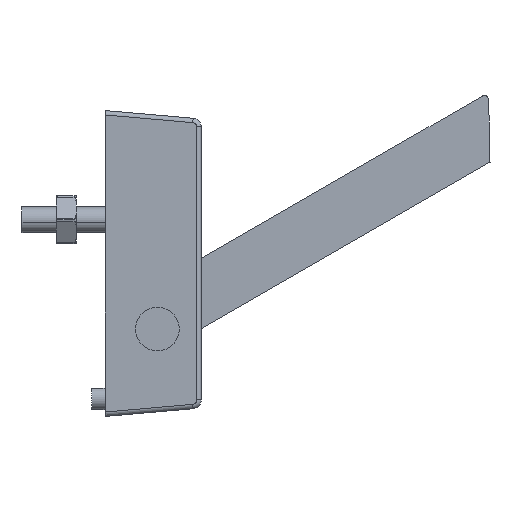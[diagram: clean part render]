
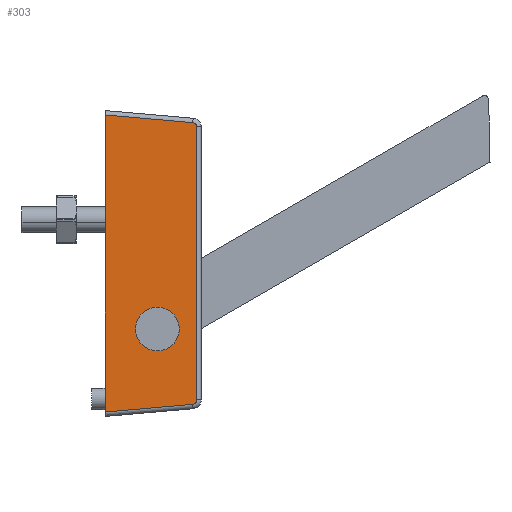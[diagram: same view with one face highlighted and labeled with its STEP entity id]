
A CAD part, left-side view. The second image highlights one B-rep face of the part: STEP entity #303.
In plain terms, the highlighted planar face has unit normal (-1, 0, 0).
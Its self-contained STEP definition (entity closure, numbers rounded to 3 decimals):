
#5 = VERTEX_POINT ( 'NONE', #1250 ) ;
#8 = EDGE_CURVE ( 'NONE', #5, #9, #1248, .T. ) ;
#9 = VERTEX_POINT ( 'NONE', #1381 ) ;
#63 = VERTEX_POINT ( 'NONE', #1462 ) ;
#80 = EDGE_CURVE ( 'NONE', #81, #63, #1642, .T. ) ;
#81 = VERTEX_POINT ( 'NONE', #1682 ) ;
#104 = EDGE_CURVE ( 'NONE', #63, #81, #1524, .T. ) ;
#303 = ADVANCED_FACE ( 'NONE', ( #1942, #1941 ), #1940, .F. ) ;
#304 = EDGE_LOOP ( 'NONE', ( #305, #306 ) ) ;
#305 = ORIENTED_EDGE ( 'NONE', *, *, #104, .T. ) ;
#306 = ORIENTED_EDGE ( 'NONE', *, *, #80, .T. ) ;
#307 = EDGE_LOOP ( 'NONE', ( #308, #432, #434, #435, #464, #467 ) ) ;
#308 = ORIENTED_EDGE ( 'NONE', *, *, #309, .T. ) ;
#309 = EDGE_CURVE ( 'NONE', #430, #431, #1939, .T. ) ;
#430 = VERTEX_POINT ( 'NONE', #2125 ) ;
#431 = VERTEX_POINT ( 'NONE', #2124 ) ;
#432 = ORIENTED_EDGE ( 'NONE', *, *, #433, .T. ) ;
#433 = EDGE_CURVE ( 'NONE', #431, #9, #2123, .T. ) ;
#434 = ORIENTED_EDGE ( 'NONE', *, *, #8, .F. ) ;
#435 = ORIENTED_EDGE ( 'NONE', *, *, #436, .T. ) ;
#436 = EDGE_CURVE ( 'NONE', #5, #463, #2119, .T. ) ;
#463 = VERTEX_POINT ( 'NONE', #2248 ) ;
#464 = ORIENTED_EDGE ( 'NONE', *, *, #465, .T. ) ;
#465 = EDGE_CURVE ( 'NONE', #463, #466, #2247, .T. ) ;
#466 = VERTEX_POINT ( 'NONE', #2242 ) ;
#467 = ORIENTED_EDGE ( 'NONE', *, *, #468, .T. ) ;
#468 = EDGE_CURVE ( 'NONE', #466, #430, #2241, .T. ) ;
#1247 = CARTESIAN_POINT ( 'NONE',  ( -8.5, 0., 25. ) ) ;
#1248 = LINE ( 'NONE', #1247, #1383 ) ;
#1250 = CARTESIAN_POINT ( 'NONE',  ( -8.5, 0., -9.498 ) ) ;
#1381 = CARTESIAN_POINT ( 'NONE',  ( -8.5, 0., 24.498 ) ) ;
#1382 = DIRECTION ( 'NONE',  ( 0., 0., 1. ) ) ;
#1383 = VECTOR ( 'NONE', #1382, 1000. ) ;
#1462 = CARTESIAN_POINT ( 'NONE',  ( -8.5, -6., -2.5 ) ) ;
#1520 = DIRECTION ( 'NONE',  ( 0., 0., -1. ) ) ;
#1521 = DIRECTION ( 'NONE',  ( 1., 0., 0. ) ) ;
#1522 = CARTESIAN_POINT ( 'NONE',  ( -8.5, -6., 0. ) ) ;
#1523 = AXIS2_PLACEMENT_3D ( 'NONE', #1522, #1521, #1520 ) ;
#1524 = CIRCLE ( 'NONE', #1523, 2.5 ) ;
#1641 = CARTESIAN_POINT ( 'NONE',  ( -8.5, -6., 0. ) ) ;
#1642 = CIRCLE ( 'NONE', #1685, 2.5 ) ;
#1682 = CARTESIAN_POINT ( 'NONE',  ( -8.5, -6., 2.5 ) ) ;
#1683 = DIRECTION ( 'NONE',  ( 0., 0., -1. ) ) ;
#1684 = DIRECTION ( 'NONE',  ( 1., 0., 0. ) ) ;
#1685 = AXIS2_PLACEMENT_3D ( 'NONE', #1641, #1684, #1683 ) ;
#1931 = DIRECTION ( 'NONE',  ( 0., 0., -1. ) ) ;
#1932 = DIRECTION ( 'NONE',  ( -1., 0., 0. ) ) ;
#1933 = CARTESIAN_POINT ( 'NONE',  ( -8.5, -10., 23.121 ) ) ;
#1934 = AXIS2_PLACEMENT_3D ( 'NONE', #1933, #1932, #1931 ) ;
#1935 = DIRECTION ( 'NONE',  ( 0., 0., -1. ) ) ;
#1936 = DIRECTION ( 'NONE',  ( 1., 0., 0. ) ) ;
#1937 = CARTESIAN_POINT ( 'NONE',  ( -8.5, -11., 24.038 ) ) ;
#1938 = AXIS2_PLACEMENT_3D ( 'NONE', #1937, #1936, #1935 ) ;
#1939 = CIRCLE ( 'NONE', #1934, 0.5 ) ;
#1940 = PLANE ( 'NONE',  #1938 ) ;
#1941 = FACE_OUTER_BOUND ( 'NONE', #307, .T. ) ;
#1942 = FACE_BOUND ( 'NONE', #304, .T. ) ;
#2116 = DIRECTION ( 'NONE',  ( 0., -0.996, 0.087 ) ) ;
#2117 = VECTOR ( 'NONE', #2116, 1000. ) ;
#2118 = CARTESIAN_POINT ( 'NONE',  ( -8.5, -13.828, -8.288 ) ) ;
#2119 = LINE ( 'NONE', #2118, #2117 ) ;
#2120 = DIRECTION ( 'NONE',  ( 0., 0.996, 0.087 ) ) ;
#2121 = VECTOR ( 'NONE', #2120, 1000. ) ;
#2122 = CARTESIAN_POINT ( 'NONE',  ( -8.5, -10.956, 23.54 ) ) ;
#2123 = LINE ( 'NONE', #2122, #2121 ) ;
#2124 = CARTESIAN_POINT ( 'NONE',  ( -8.5, -10.044, 23.619 ) ) ;
#2125 = CARTESIAN_POINT ( 'NONE',  ( -8.5, -10.5, 23.121 ) ) ;
#2238 = DIRECTION ( 'NONE',  ( 0., 0., 1. ) ) ;
#2239 = VECTOR ( 'NONE', #2238, 1000. ) ;
#2240 = CARTESIAN_POINT ( 'NONE',  ( -8.5, -10.5, 24.038 ) ) ;
#2241 = LINE ( 'NONE', #2240, #2239 ) ;
#2242 = CARTESIAN_POINT ( 'NONE',  ( -8.5, -10.5, -8.121 ) ) ;
#2243 = DIRECTION ( 'NONE',  ( 0., 0., -1. ) ) ;
#2244 = DIRECTION ( 'NONE',  ( -1., 0., 0. ) ) ;
#2245 = CARTESIAN_POINT ( 'NONE',  ( -8.5, -10., -8.121 ) ) ;
#2246 = AXIS2_PLACEMENT_3D ( 'NONE', #2245, #2244, #2243 ) ;
#2247 = CIRCLE ( 'NONE', #2246, 0.5 ) ;
#2248 = CARTESIAN_POINT ( 'NONE',  ( -8.5, -10.044, -8.619 ) ) ;
